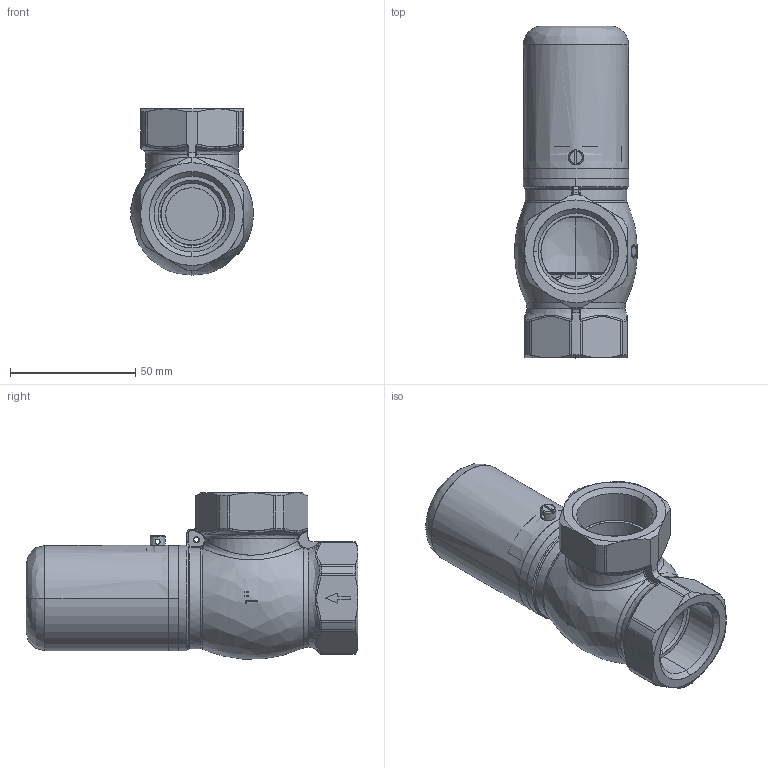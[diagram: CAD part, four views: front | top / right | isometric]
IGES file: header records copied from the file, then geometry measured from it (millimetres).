
Start section: SolidWorks IGES file using analytic representation for surfaces
Global section: file name: 604T 605E 1 Dummy.IGS; native system: SolidWorks 2010; preprocessor: SolidWorks 2010; author: Blankenhorn2; date: 100811.090533; units: millimetre
Bounding box: 48.96 x 132.5 x 66.37 mm (x, y, z)
Surface area: 51888.4 mm2 (no closed solid volume)
Topology: 0 solids, 0 shells, 414 faces, 6308 edges, 6308 vertices
Faces by surface type: bspline 282, revolution 132
